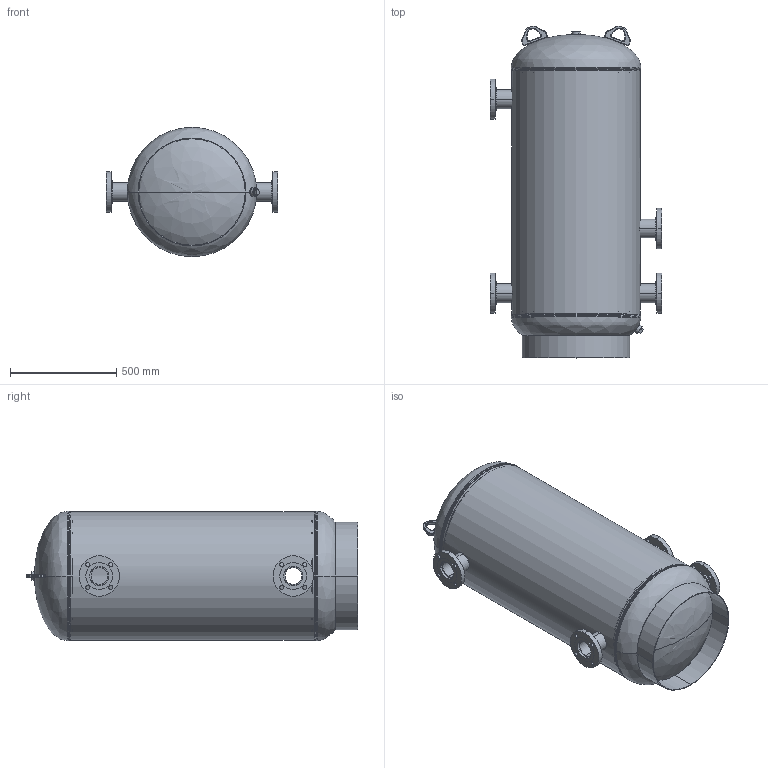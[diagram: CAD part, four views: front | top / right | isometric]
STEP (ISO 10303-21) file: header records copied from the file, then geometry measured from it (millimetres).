
FILE_DESCRIPTION (( 'STEP AP203' ), '1' );
FILE_NAME ('HBT-120-33.STEP', '2021-03-16T12:49:31', ( '' ), ( '' ), 'SwSTEP 2.0', 'SolidWorks 2021', '' );
FILE_SCHEMA (( 'CONFIG_CONTROL_DESIGN' ));
Length unit declared in the file: inch
Products named in the file (12): 9301080_4.125; 9500040; PLUGS_9500150; HBT-120-33; 9200140; 55Q0526; SORF FLANGES ASME B16.5_3 150# SA-105; 55A0649_default; 9500050; 99B0684; 9400542
Assembly tree (15 placements, depth 3):
  HBT-120-33
    99B0684
    9200140
    9200140
    9500040
    9500050
    PLUGS_9500150
    55A0649_default  x4
      9301080_4.125
      SORF FLANGES ASME B16.5_3 150# SA-105
    9400542  x2
    55Q0526
Bounding box: 809.65 x 1564.33 x 609.6 mm (x, y, z)
Volume: 13543068 mm3; surface area: 7077049.4 mm2
Topology: 17 solids, 17 shells, 357 faces, 808 edges, 490 vertices
Faces by surface type: cylinder 182, plane 71, torus 64, cone 24, bspline 16
Full cylindrical faces by diameter (mm): 600.1 x1, 606.45 x1
Entity records: 13187 total; most frequent: CARTESIAN_POINT 6826, DIRECTION 1146, ORIENTED_EDGE 968, AXIS2_PLACEMENT_3D 488, EDGE_CURVE 484, VERTEX_POINT 290, CIRCLE 268, EDGE_LOOP 250
